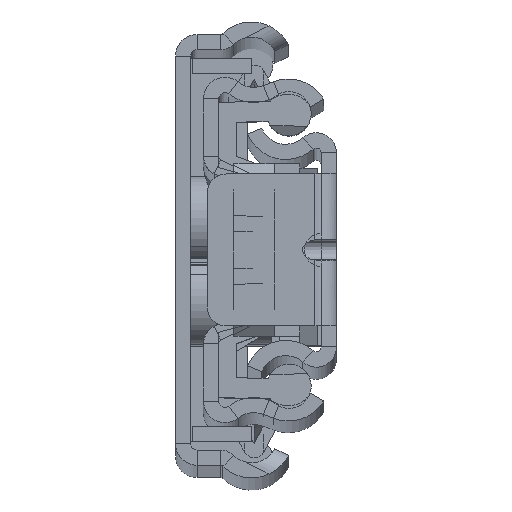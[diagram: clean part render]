
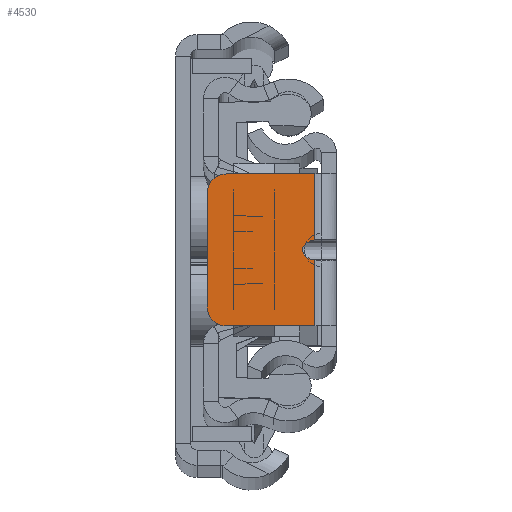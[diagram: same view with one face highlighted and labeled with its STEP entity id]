
A CAD part, top view. The second image highlights one B-rep face of the part: STEP entity #4530.
In plain terms, the highlighted planar face has unit normal (0, 0, 1).
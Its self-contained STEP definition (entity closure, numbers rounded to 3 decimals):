
#20 = DIRECTION ( 'NONE',  ( 0., 0., -1. ) ) ;
#824 = LINE ( 'NONE', #21500, #4534 ) ;
#931 = AXIS2_PLACEMENT_3D ( 'NONE', #25164, #20, #10578 ) ;
#1629 = CARTESIAN_POINT ( 'NONE',  ( -1.7, -6., 0. ) ) ;
#2180 = CIRCLE ( 'NONE', #25524, 1.5 ) ;
#2388 = EDGE_CURVE ( 'NONE', #6800, #21942, #824, .T. ) ;
#2616 = CARTESIAN_POINT ( 'NONE',  ( -1.7, 0.79, 0. ) ) ;
#2801 = VECTOR ( 'NONE', #10374, 1000. ) ;
#3634 = VERTEX_POINT ( 'NONE', #26134 ) ;
#3999 = CARTESIAN_POINT ( 'NONE',  ( -1.7, -6., 0. ) ) ;
#4530 = ADVANCED_FACE ( 'NONE', ( #25299 ), #8273, .F. ) ;
#4534 = VECTOR ( 'NONE', #15666, 1000. ) ;
#5027 = ORIENTED_EDGE ( 'NONE', *, *, #24002, .T. ) ;
#5568 = VECTOR ( 'NONE', #9741, 1000. ) ;
#6190 = LINE ( 'NONE', #12404, #2801 ) ;
#6336 = DIRECTION ( 'NONE',  ( -1., 0., 0. ) ) ;
#6371 =( BOUNDED_CURVE ( )  B_SPLINE_CURVE ( 3, ( #16021, #20635, #22530, #26345 ),
 .UNSPECIFIED., .F., .T. ) 
 B_SPLINE_CURVE_WITH_KNOTS ( ( 4, 4 ),
 ( 4.83, 7.736 ),
 .UNSPECIFIED. ) 
 CURVE ( )  GEOMETRIC_REPRESENTATION_ITEM ( )  RATIONAL_B_SPLINE_CURVE ( ( 1., 0.412, 0.412, 1. ) ) 
 REPRESENTATION_ITEM ( '' )  );
#6458 = ORIENTED_EDGE ( 'NONE', *, *, #24716, .F. ) ;
#6698 = VERTEX_POINT ( 'NONE', #20980 ) ;
#6800 = VERTEX_POINT ( 'NONE', #22990 ) ;
#7314 = CARTESIAN_POINT ( 'NONE',  ( -10.2, 0., 0. ) ) ;
#7936 = DIRECTION ( 'NONE',  ( 0., -1., 0. ) ) ;
#8273 = PLANE ( 'NONE',  #931 ) ;
#8471 = EDGE_CURVE ( 'NONE', #15070, #15323, #6190, .T. ) ;
#9096 = EDGE_CURVE ( 'NONE', #6800, #19735, #22030, .T. ) ;
#9741 = DIRECTION ( 'NONE',  ( 0., -1., 0. ) ) ;
#10370 = VERTEX_POINT ( 'NONE', #24866 ) ;
#10374 = DIRECTION ( 'NONE',  ( 1., 0., 0. ) ) ;
#10578 = DIRECTION ( 'NONE',  ( -1., 0., 0. ) ) ;
#10717 = CARTESIAN_POINT ( 'NONE',  ( -8.7, 4.5, 0. ) ) ;
#11099 = CARTESIAN_POINT ( 'NONE',  ( -8.7, -6., 0. ) ) ;
#12180 = ORIENTED_EDGE ( 'NONE', *, *, #8471, .T. ) ;
#12404 = CARTESIAN_POINT ( 'NONE',  ( 0., -6., 0. ) ) ;
#12792 = CARTESIAN_POINT ( 'NONE',  ( -8.7, 6., 0. ) ) ;
#13482 = ORIENTED_EDGE ( 'NONE', *, *, #9096, .F. ) ;
#13534 = EDGE_CURVE ( 'NONE', #3634, #6698, #25838, .T. ) ;
#14038 = DIRECTION ( 'NONE',  ( 0., 0., 1. ) ) ;
#14080 = EDGE_CURVE ( 'NONE', #10370, #19735, #6371, .T. ) ;
#15070 = VERTEX_POINT ( 'NONE', #11099 ) ;
#15323 = VERTEX_POINT ( 'NONE', #21172 ) ;
#15666 = DIRECTION ( 'NONE',  ( -1., 0., 0. ) ) ;
#16021 = CARTESIAN_POINT ( 'NONE',  ( -1.7, -0.79, 0. ) ) ;
#16480 = VECTOR ( 'NONE', #7936, 1000. ) ;
#17027 = VECTOR ( 'NONE', #18086, 1000. ) ;
#18086 = DIRECTION ( 'NONE',  ( 0., -1., 0. ) ) ;
#19735 = VERTEX_POINT ( 'NONE', #2616 ) ;
#19984 = CIRCLE ( 'NONE', #23441, 1.5 ) ;
#20011 = ORIENTED_EDGE ( 'NONE', *, *, #2388, .T. ) ;
#20528 = CARTESIAN_POINT ( 'NONE',  ( -8.7, -4.5, 0. ) ) ;
#20635 = CARTESIAN_POINT ( 'NONE',  ( -3.497, -0.64, 0. ) ) ;
#20980 = CARTESIAN_POINT ( 'NONE',  ( -10.2, -4.5, 0. ) ) ;
#21172 = CARTESIAN_POINT ( 'NONE',  ( -1.7, -6., 0. ) ) ;
#21255 = DIRECTION ( 'NONE',  ( 0., 0., 1. ) ) ;
#21500 = CARTESIAN_POINT ( 'NONE',  ( 0., 6., 0. ) ) ;
#21942 = VERTEX_POINT ( 'NONE', #12792 ) ;
#22030 = LINE ( 'NONE', #1629, #17027 ) ;
#22530 = CARTESIAN_POINT ( 'NONE',  ( -3.497, 0.64, 0. ) ) ;
#22958 = ORIENTED_EDGE ( 'NONE', *, *, #13534, .T. ) ;
#22990 = CARTESIAN_POINT ( 'NONE',  ( -1.7, 6., 0. ) ) ;
#23066 = EDGE_CURVE ( 'NONE', #6698, #15070, #2180, .T. ) ;
#23141 = DIRECTION ( 'NONE',  ( -1., 0., 0. ) ) ;
#23441 = AXIS2_PLACEMENT_3D ( 'NONE', #10717, #21255, #23141 ) ;
#23641 = EDGE_LOOP ( 'NONE', ( #20011, #5027, #22958, #25436, #12180, #6458, #26622, #13482 ) ) ;
#24002 = EDGE_CURVE ( 'NONE', #21942, #3634, #19984, .T. ) ;
#24716 = EDGE_CURVE ( 'NONE', #10370, #15323, #26471, .T. ) ;
#24866 = CARTESIAN_POINT ( 'NONE',  ( -1.7, -0.79, 0. ) ) ;
#25164 = CARTESIAN_POINT ( 'NONE',  ( 0., 0., 0. ) ) ;
#25299 = FACE_OUTER_BOUND ( 'NONE', #23641, .T. ) ;
#25436 = ORIENTED_EDGE ( 'NONE', *, *, #23066, .T. ) ;
#25524 = AXIS2_PLACEMENT_3D ( 'NONE', #20528, #14038, #6336 ) ;
#25838 = LINE ( 'NONE', #7314, #5568 ) ;
#26134 = CARTESIAN_POINT ( 'NONE',  ( -10.2, 4.5, 0. ) ) ;
#26345 = CARTESIAN_POINT ( 'NONE',  ( -1.7, 0.79, 0. ) ) ;
#26471 = LINE ( 'NONE', #3999, #16480 ) ;
#26622 = ORIENTED_EDGE ( 'NONE', *, *, #14080, .T. ) ;
